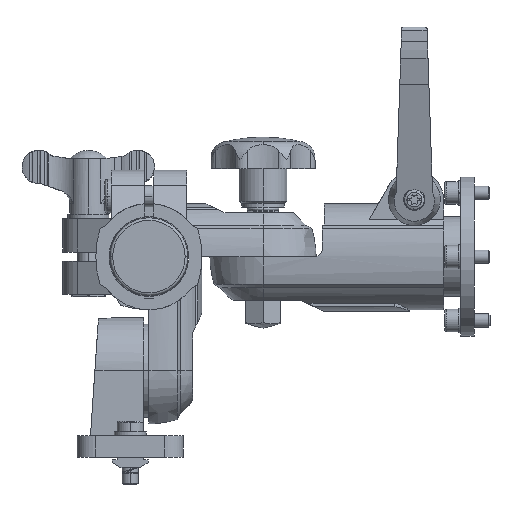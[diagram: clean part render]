
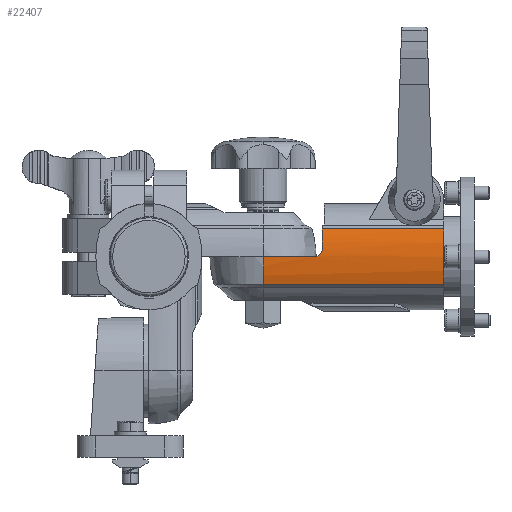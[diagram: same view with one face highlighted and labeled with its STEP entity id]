
A CAD part, front view. The second image highlights one B-rep face of the part: STEP entity #22407.
In plain terms, the highlighted cylindrical face has radius 35 mm (diameter 70 mm), a partial arc.
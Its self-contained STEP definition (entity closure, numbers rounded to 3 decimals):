
#156 = CARTESIAN_POINT ( 'NONE',  ( 0., 68., -15. ) ) ;
#565 = VERTEX_POINT ( 'NONE', #27205 ) ;
#683 = DIRECTION ( 'NONE',  ( 0., -1., 0. ) ) ;
#1015 = DIRECTION ( 'NONE',  ( 0., 0., 1. ) ) ;
#1077 = CARTESIAN_POINT ( 'NONE',  ( 0., 68., 20. ) ) ;
#1145 = CARTESIAN_POINT ( 'NONE',  ( 0., 48.7, 20. ) ) ;
#1289 = CARTESIAN_POINT ( 'NONE',  ( 0.396, 47.197, 19.998 ) ) ;
#2107 = CYLINDRICAL_SURFACE ( 'NONE', #11533, 35. ) ;
#2280 = CARTESIAN_POINT ( 'NONE',  ( 3., 45.7, 19.871 ) ) ;
#3407 = EDGE_CURVE ( 'NONE', #12309, #12564, #7562, .T. ) ;
#3482 = VECTOR ( 'NONE', #683, 1000. ) ;
#3763 = DIRECTION ( 'NONE',  ( 1., 0., 0. ) ) ;
#3984 = CARTESIAN_POINT ( 'NONE',  ( 10.45, 0., 18.404 ) ) ;
#4029 = CARTESIAN_POINT ( 'NONE',  ( -10.45, 0., 18.404 ) ) ;
#4726 = CARTESIAN_POINT ( 'NONE',  ( -10.45, 68., 18.404 ) ) ;
#5300 = CARTESIAN_POINT ( 'NONE',  ( 0., 48.7, 20. ) ) ;
#5467 = CARTESIAN_POINT ( 'NONE',  ( 0.096, 47.923, 20. ) ) ;
#5876 = CARTESIAN_POINT ( 'NONE',  ( 3., 45.7, 19.871 ) ) ;
#6667 = AXIS2_PLACEMENT_3D ( 'NONE', #7977, #18555, #3763 ) ;
#7562 = CIRCLE ( 'NONE', #6667, 35. ) ;
#7588 = ORIENTED_EDGE ( 'NONE', *, *, #16158, .T. ) ;
#7686 = CARTESIAN_POINT ( 'NONE',  ( 1.671, 46.003, 19.961 ) ) ;
#7797 = EDGE_CURVE ( 'NONE', #23063, #16796, #27316, .T. ) ;
#7977 = CARTESIAN_POINT ( 'NONE',  ( 0., 68., -15. ) ) ;
#8411 = EDGE_CURVE ( 'NONE', #565, #17954, #13046, .T. ) ;
#8755 = CIRCLE ( 'NONE', #24329, 35. ) ;
#9283 = VECTOR ( 'NONE', #20751, 1000. ) ;
#9809 = CARTESIAN_POINT ( 'NONE',  ( 2.605, 45.7, 19.905 ) ) ;
#10637 = FACE_OUTER_BOUND ( 'NONE', #15915, .T. ) ;
#10965 = CARTESIAN_POINT ( 'NONE',  ( 10.45, 68., 18.404 ) ) ;
#11533 = AXIS2_PLACEMENT_3D ( 'NONE', #156, #17567, #19246 ) ;
#11807 = ORIENTED_EDGE ( 'NONE', *, *, #8411, .F. ) ;
#11870 = EDGE_CURVE ( 'NONE', #16796, #565, #8755, .T. ) ;
#12238 = VERTEX_POINT ( 'NONE', #4029 ) ;
#12278 = CARTESIAN_POINT ( 'NONE',  ( 0.614, 46.871, 19.995 ) ) ;
#12309 = VERTEX_POINT ( 'NONE', #14887 ) ;
#12564 = VERTEX_POINT ( 'NONE', #1077 ) ;
#12671 = LINE ( 'NONE', #25202, #9283 ) ;
#12862 = AXIS2_PLACEMENT_3D ( 'NONE', #27475, #20520, #22868 ) ;
#13046 = LINE ( 'NONE', #10965, #21510 ) ;
#14526 = ORIENTED_EDGE ( 'NONE', *, *, #17021, .T. ) ;
#14887 = CARTESIAN_POINT ( 'NONE',  ( -10.45, 68., 18.404 ) ) ;
#14892 = CARTESIAN_POINT ( 'NONE',  ( 1.169, 46.316, 19.981 ) ) ;
#14913 = ORIENTED_EDGE ( 'NONE', *, *, #7797, .F. ) ;
#15915 = EDGE_LOOP ( 'NONE', ( #14526, #11807, #22630, #14913, #19160, #26926, #7588 ) ) ;
#15984 = EDGE_CURVE ( 'NONE', #12564, #23063, #12671, .T. ) ;
#16067 = CARTESIAN_POINT ( 'NONE',  ( 0.741, 46.717, 19.992 ) ) ;
#16158 = EDGE_CURVE ( 'NONE', #12309, #12238, #21571, .T. ) ;
#16796 = VERTEX_POINT ( 'NONE', #2280 ) ;
#16974 = CARTESIAN_POINT ( 'NONE',  ( 2.212, 45.779, 19.932 ) ) ;
#17021 = EDGE_CURVE ( 'NONE', #12238, #17954, #27090, .T. ) ;
#17567 = DIRECTION ( 'NONE',  ( 0., 1., 0. ) ) ;
#17954 = VERTEX_POINT ( 'NONE', #3984 ) ;
#18293 = CARTESIAN_POINT ( 'NONE',  ( 0.019, 48.307, 20. ) ) ;
#18555 = DIRECTION ( 'NONE',  ( 0., 1., 0. ) ) ;
#18706 = CARTESIAN_POINT ( 'NONE',  ( 1.496, 46.097, 19.968 ) ) ;
#19160 = ORIENTED_EDGE ( 'NONE', *, *, #15984, .F. ) ;
#19246 = DIRECTION ( 'NONE',  ( 0., 0., -1. ) ) ;
#20376 = CARTESIAN_POINT ( 'NONE',  ( 1.018, 46.44, 19.985 ) ) ;
#20511 = CARTESIAN_POINT ( 'NONE',  ( 0.153, 47.733, 20. ) ) ;
#20520 = DIRECTION ( 'NONE',  ( 0., 1., 0. ) ) ;
#20626 = CARTESIAN_POINT ( 'NONE',  ( 0., 45.7, -15. ) ) ;
#20751 = DIRECTION ( 'NONE',  ( 0., -1., 0. ) ) ;
#21402 = DIRECTION ( 'NONE',  ( 0., -1., 0. ) ) ;
#21510 = VECTOR ( 'NONE', #21402, 1000. ) ;
#21571 = LINE ( 'NONE', #4726, #3482 ) ;
#22407 = ADVANCED_FACE ( 'NONE', ( #10637 ), #2107, .T. ) ;
#22603 = CARTESIAN_POINT ( 'NONE',  ( 0.304, 47.37, 19.999 ) ) ;
#22630 = ORIENTED_EDGE ( 'NONE', *, *, #11870, .F. ) ;
#22868 = DIRECTION ( 'NONE',  ( 1., 0., 0. ) ) ;
#23063 = VERTEX_POINT ( 'NONE', #5300 ) ;
#24329 = AXIS2_PLACEMENT_3D ( 'NONE', #20626, #27053, #1015 ) ;
#25202 = CARTESIAN_POINT ( 'NONE',  ( 0., 68., 20. ) ) ;
#26783 = CARTESIAN_POINT ( 'NONE',  ( 0., 48.502, 20. ) ) ;
#26926 = ORIENTED_EDGE ( 'NONE', *, *, #3407, .F. ) ;
#27053 = DIRECTION ( 'NONE',  ( 0., 1., 0. ) ) ;
#27090 = CIRCLE ( 'NONE', #12862, 35. ) ;
#27205 = CARTESIAN_POINT ( 'NONE',  ( 10.45, 45.7, 18.404 ) ) ;
#27316 = B_SPLINE_CURVE_WITH_KNOTS ( 'NONE', 3,
 ( #1145, #26783, #18293, #5467, #20511, #22603, #1289, #12278, #16067, #20376, #14892, #18706, #7686, #16974, #9809, #5876 ),
 .UNSPECIFIED., .F., .F.,
 ( 4, 2, 2, 2, 2, 2, 2, 4 ),
 ( 0., 0.001, 0.001, 0.002, 0.002, 0.003, 0.004, 0.005 ),
 .UNSPECIFIED. ) ;
#27475 = CARTESIAN_POINT ( 'NONE',  ( 0., 0., -15. ) ) ;
